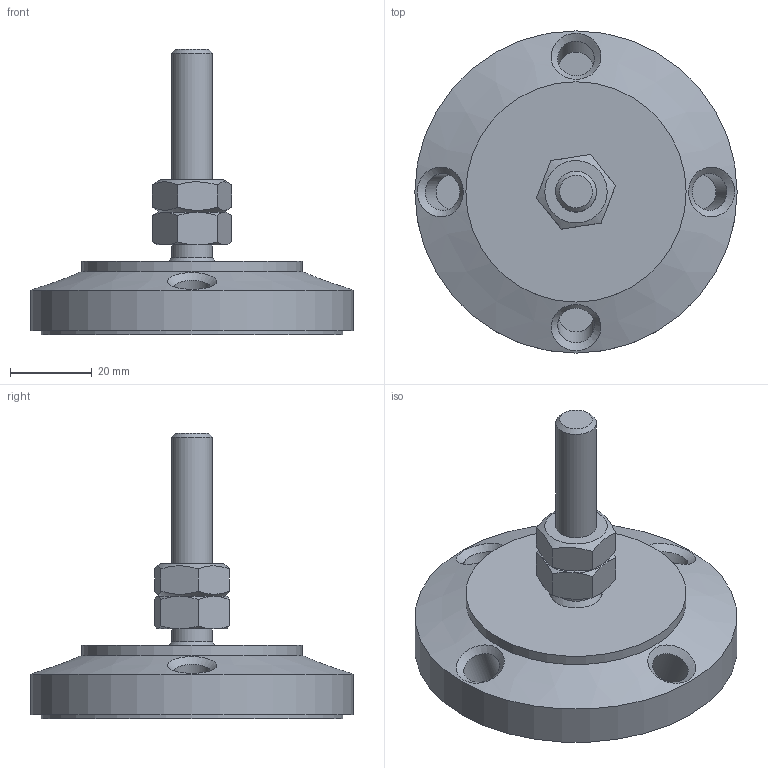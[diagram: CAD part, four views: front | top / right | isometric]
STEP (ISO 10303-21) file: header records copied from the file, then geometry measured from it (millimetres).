
FILE_DESCRIPTION(/* description */ ('GK Stellf. POM schwarz D 79'),/* implementation_level */ '2;1');
FILE_NAME(/* name */ 'SF0435S.stp',/* time_stamp */ '2015-12-22T14:17:58+01:00',/* author */ ('Marina Kaa'),/* organization */ (''),/* preprocessor_version */ 'ST-DEVELOPER v15.6',/* originating_system */ 'Autodesk Inventor 2015',/* authorisation */ '');
FILE_SCHEMA (('AUTOMOTIVE_DESIGN { 1 0 10303 214 3 1 1 }'));
Length unit declared in the file: millimetre
Products named in the file (5): ME9601510_A; ME14100630370_A; DK0934100001_A; ME5201000_A; SF0435S_A
Bounding box: 79 x 79 x 70.03 mm (x, y, z)
Volume: 78541.4 mm3; surface area: 27298.6 mm2
Topology: 4 solids, 4 shells, 58 faces, 140 edges, 91 vertices
Faces by surface type: plane 22, cone 18, cylinder 12, bspline 4, sphere 2
Full cylindrical faces by diameter (mm): 8.376 x1, 9 x4, 9.9 x1, 10 x1, 12.95 x1, 54 x1, 74 x1, 75 x1, 79 x1
Entity records: 2168 total; most frequent: CARTESIAN_POINT 931, DIRECTION 224, ORIENTED_EDGE 218, EDGE_CURVE 109, AXIS2_PLACEMENT_3D 100, EDGE_LOOP 90, VERTEX_POINT 81, FACE_OUTER_BOUND 58
